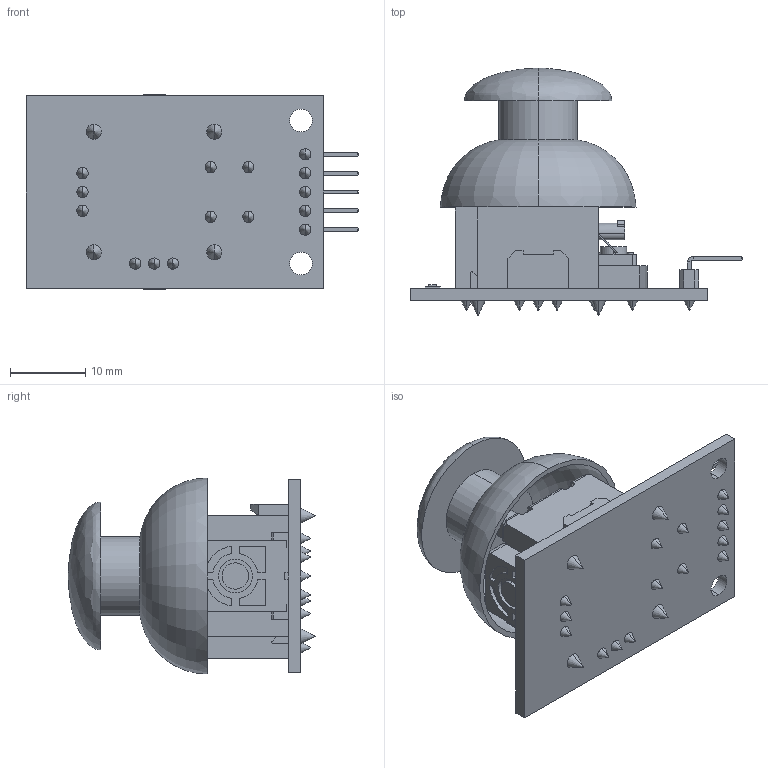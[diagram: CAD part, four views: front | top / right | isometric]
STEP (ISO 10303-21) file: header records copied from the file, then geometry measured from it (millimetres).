
FILE_DESCRIPTION (( 'STEP AP214' ), '1' );
FILE_NAME ('Joystick.STEP', '2024-08-27T08:14:10', ( '' ), ( '' ), 'SwSTEP 2.0', 'SolidWorks 2022', '' );
FILE_SCHEMA (( 'AUTOMOTIVE_DESIGN' ));
Length unit declared in the file: millimetre
Products named in the file (1): Joystick
Bounding box: 44.05 x 32.81 x 26 mm (x, y, z)
Volume: 6040.1 mm3; surface area: 8120.4 mm2
Topology: 3 solids, 3 shells, 552 faces, 1472 edges, 951 vertices
Faces by surface type: plane 361, cylinder 145, cone 38, torus 6, bspline 2
Entity records: 22114 total; most frequent: CARTESIAN_POINT 3140, ORIENTED_EDGE 2940, DIRECTION 2912, EDGE_CURVE 1470, VECTOR 1058, LINE 1058, VERTEX_POINT 951, AXIS2_PLACEMENT_3D 927
